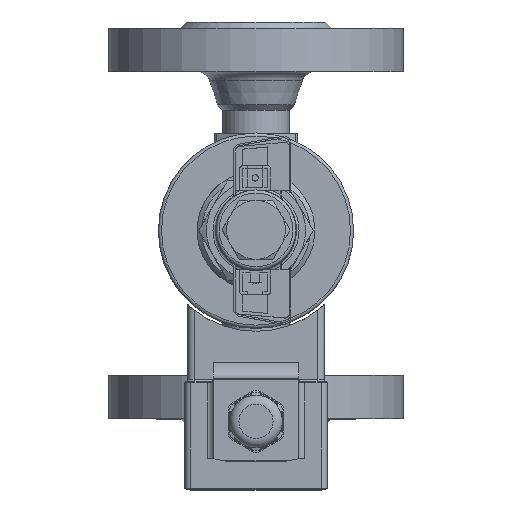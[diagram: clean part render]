
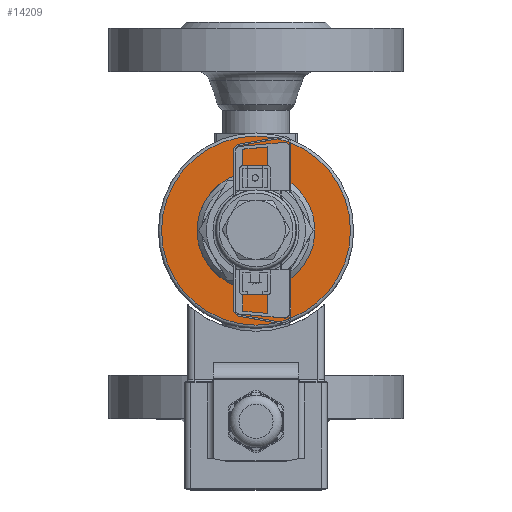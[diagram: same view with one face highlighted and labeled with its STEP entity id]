
A CAD part, top view. The second image highlights one B-rep face of the part: STEP entity #14209.
In plain terms, the highlighted planar face has unit normal (0, 0, 1).
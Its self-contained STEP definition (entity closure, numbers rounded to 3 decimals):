
#1283=CIRCLE('',#15394,19.);
#1285=CIRCLE('',#15398,19.);
#1298=CIRCLE('',#15432,30.5);
#1657=FACE_BOUND('',#3032,.T.);
#2191=FACE_OUTER_BOUND('',#3031,.T.);
#3031=EDGE_LOOP('',(#11685));
#3032=EDGE_LOOP('',(#11686,#11687,#11688,#11689));
#4132=LINE('',#25424,#5152);
#4135=LINE('',#25435,#5155);
#5152=VECTOR('',#18505,10.);
#5155=VECTOR('',#18510,10.);
#6304=VERTEX_POINT('',#25416);
#6306=VERTEX_POINT('',#25422);
#6308=VERTEX_POINT('',#25427);
#6310=VERTEX_POINT('',#25433);
#6327=VERTEX_POINT('',#25545);
#8144=EDGE_CURVE('',#6304,#6306,#4132,.T.);
#8148=EDGE_CURVE('',#6308,#6310,#4135,.T.);
#8151=EDGE_CURVE('',#6306,#6308,#1283,.T.);
#8154=EDGE_CURVE('',#6310,#6304,#1285,.T.);
#8185=EDGE_CURVE('',#6327,#6327,#1298,.T.);
#11685=ORIENTED_EDGE('',*,*,#8185,.F.);
#11686=ORIENTED_EDGE('',*,*,#8148,.T.);
#11687=ORIENTED_EDGE('',*,*,#8154,.T.);
#11688=ORIENTED_EDGE('',*,*,#8144,.T.);
#11689=ORIENTED_EDGE('',*,*,#8151,.T.);
#13613=PLANE('',#15431);
#14209=ADVANCED_FACE('',(#2191,#1657),#13613,.T.);
#15394=AXIS2_PLACEMENT_3D('',#25440,#18517,#18518);
#15398=AXIS2_PLACEMENT_3D('',#25445,#18526,#18527);
#15431=AXIS2_PLACEMENT_3D('',#25544,#18601,#18602);
#15432=AXIS2_PLACEMENT_3D('',#25546,#18603,#18604);
#18505=DIRECTION('',(-1.,0.,0.));
#18510=DIRECTION('',(1.,0.,0.));
#18517=DIRECTION('center_axis',(0.,0.,
-1.));
#18518=DIRECTION('ref_axis',(1.,0.,0.));
#18526=DIRECTION('center_axis',(0.,0.,
-1.));
#18527=DIRECTION('ref_axis',(1.,0.,0.));
#18601=DIRECTION('center_axis',(0.,0.,
1.));
#18602=DIRECTION('ref_axis',(-1.,0.,0.));
#18603=DIRECTION('center_axis',(0.,0.,
-1.));
#18604=DIRECTION('ref_axis',(-1.,0.,0.));
#25416=CARTESIAN_POINT('',(6.083,-18.,130.9));
#25422=CARTESIAN_POINT('',(-6.083,-18.,130.9));
#25424=CARTESIAN_POINT('',(-9.987,-18.,130.9));
#25427=CARTESIAN_POINT('',(-6.083,18.,130.9));
#25433=CARTESIAN_POINT('',(6.083,18.,130.9));
#25435=CARTESIAN_POINT('',(9.987,18.,130.9));
#25440=CARTESIAN_POINT('Origin',(0.,0.,
130.9));
#25445=CARTESIAN_POINT('Origin',(0.,0.,
130.9));
#25544=CARTESIAN_POINT('Origin',(0.,0.,
130.9));
#25545=CARTESIAN_POINT('',(30.5,0.,130.9));
#25546=CARTESIAN_POINT('Origin',(0.,0.,
130.9));
